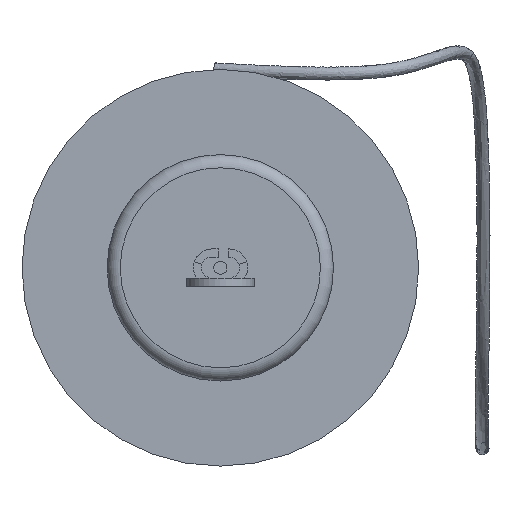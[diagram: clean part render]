
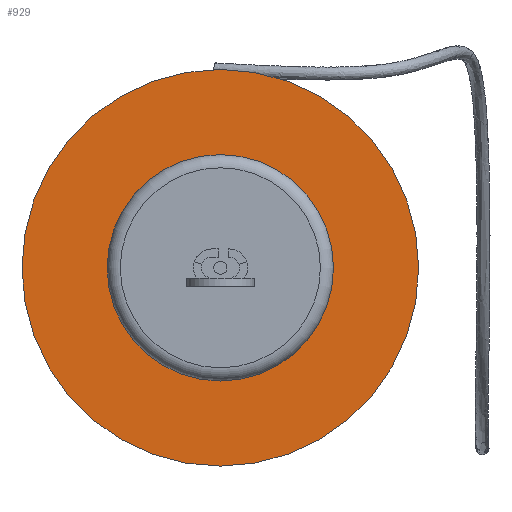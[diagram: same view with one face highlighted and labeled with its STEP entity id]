
A CAD part, left-side view. The second image highlights one B-rep face of the part: STEP entity #929.
In plain terms, the highlighted planar face has unit normal (-1, 0, 0).
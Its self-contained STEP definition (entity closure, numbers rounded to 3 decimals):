
#304=PLANE('',#988);
#344=VERTEX_POINT('',#1311);
#345=VERTEX_POINT('',#1315);
#422=CIRCLE('',#986,4.309);
#423=CIRCLE('',#989,7.55);
#448=EDGE_CURVE('',#344,#344,#422,.T.);
#449=EDGE_CURVE('',#345,#345,#423,.T.);
#565=ORIENTED_EDGE('',*,*,#448,.T.);
#566=ORIENTED_EDGE('',*,*,#449,.F.);
#789=EDGE_LOOP('',(#565));
#790=EDGE_LOOP('',(#566));
#861=FACE_BOUND('',#789,.T.);
#862=FACE_BOUND('',#790,.T.);
#929=ADVANCED_FACE('',(#861,#862),#304,.T.);
#986=AXIS2_PLACEMENT_3D('',#1310,#1087,#1088);
#988=AXIS2_PLACEMENT_3D('',#1313,#1090,$);
#989=AXIS2_PLACEMENT_3D('',#1314,#1091,#1092);
#1087=DIRECTION('',(1.,0.,0.));
#1088=DIRECTION('',(0.,4.309,0.));
#1090=DIRECTION('',(-1.,0.,0.));
#1091=DIRECTION('',(1.,0.,0.));
#1092=DIRECTION('',(0.,7.55,0.));
#1310=CARTESIAN_POINT('',(0.,0.,0.));
#1311=CARTESIAN_POINT('',(0.,-4.309,0.));
#1313=CARTESIAN_POINT('',(0.,3.775,0.));
#1314=CARTESIAN_POINT('',(0.,0.,0.));
#1315=CARTESIAN_POINT('',(0.,7.55,0.));
